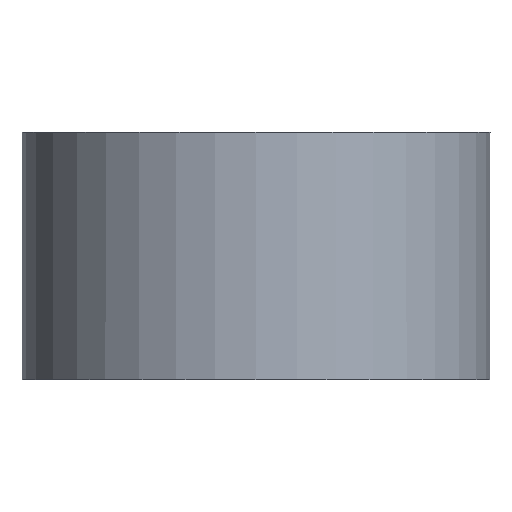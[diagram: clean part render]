
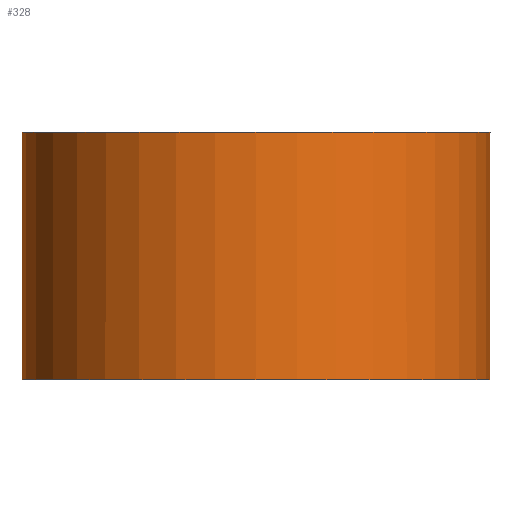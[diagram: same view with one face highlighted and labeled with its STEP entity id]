
A CAD part, left-side view. The second image highlights one B-rep face of the part: STEP entity #328.
In plain terms, the highlighted cylindrical face has radius 3.4 mm (diameter 6.8 mm), a full revolution.
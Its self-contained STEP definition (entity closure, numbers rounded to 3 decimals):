
#51=FACE_OUTER_BOUND('',#84,.T.);
#84=EDGE_LOOP('',(#282,#283,#284,#285,#286,#287,#288,#289));
#103=LINE('',#573,#121);
#104=LINE('',#574,#122);
#105=LINE('',#575,#123);
#121=VECTOR('',#480,3.4);
#122=VECTOR('',#481,10.);
#123=VECTOR('',#482,10.);
#141=CIRCLE('',#371,3.4);
#142=CIRCLE('',#373,3.4);
#146=CIRCLE('',#378,3.4);
#147=CIRCLE('',#379,3.4);
#165=VERTEX_POINT('',#540);
#166=VERTEX_POINT('',#543);
#167=VERTEX_POINT('',#544);
#171=VERTEX_POINT('',#554);
#174=VERTEX_POINT('',#559);
#175=VERTEX_POINT('',#561);
#200=EDGE_CURVE('',#165,#165,#141,.T.);
#201=EDGE_CURVE('',#166,#167,#142,.T.);
#209=EDGE_CURVE('',#175,#174,#146,.T.);
#210=EDGE_CURVE('',#171,#175,#147,.T.);
#215=EDGE_CURVE('',#165,#175,#103,.T.);
#216=EDGE_CURVE('',#174,#167,#104,.T.);
#217=EDGE_CURVE('',#171,#166,#105,.T.);
#282=ORIENTED_EDGE('',*,*,#200,.F.);
#283=ORIENTED_EDGE('',*,*,#215,.T.);
#284=ORIENTED_EDGE('',*,*,#209,.T.);
#285=ORIENTED_EDGE('',*,*,#216,.T.);
#286=ORIENTED_EDGE('',*,*,#201,.F.);
#287=ORIENTED_EDGE('',*,*,#217,.F.);
#288=ORIENTED_EDGE('',*,*,#210,.T.);
#289=ORIENTED_EDGE('',*,*,#215,.F.);
#313=CYLINDRICAL_SURFACE('',#384,3.4);
#328=ADVANCED_FACE('',(#51),#313,.T.);
#371=AXIS2_PLACEMENT_3D('',#541,#446,#447);
#373=AXIS2_PLACEMENT_3D('',#545,#450,#451);
#378=AXIS2_PLACEMENT_3D('',#562,#464,#465);
#379=AXIS2_PLACEMENT_3D('',#563,#466,#467);
#384=AXIS2_PLACEMENT_3D('',#572,#478,#479);
#446=DIRECTION('center_axis',(0.,0.,1.));
#447=DIRECTION('ref_axis',(1.,0.,0.));
#450=DIRECTION('center_axis',(0.,0.,-1.));
#451=DIRECTION('ref_axis',(1.,0.,0.));
#464=DIRECTION('center_axis',(0.,0.,1.));
#465=DIRECTION('ref_axis',(1.,0.,0.));
#466=DIRECTION('center_axis',(0.,0.,1.));
#467=DIRECTION('ref_axis',(1.,0.,0.));
#478=DIRECTION('center_axis',(0.,0.,1.));
#479=DIRECTION('ref_axis',(1.,0.,0.));
#480=DIRECTION('',(0.,0.,-1.));
#481=DIRECTION('',(0.,0.,1.));
#482=DIRECTION('',(0.,0.,1.));
#540=CARTESIAN_POINT('',(-3.4,0.,3.6));
#541=CARTESIAN_POINT('Origin',(0.,0.,3.6));
#543=CARTESIAN_POINT('',(2.191,2.6,1.35));
#544=CARTESIAN_POINT('',(2.191,-2.6,1.35));
#545=CARTESIAN_POINT('Origin',(0.,0.,1.35));
#554=CARTESIAN_POINT('',(2.191,2.6,0.));
#559=CARTESIAN_POINT('',(2.191,-2.6,0.));
#561=CARTESIAN_POINT('',(-3.4,0.,0.));
#562=CARTESIAN_POINT('Origin',(0.,0.,0.));
#563=CARTESIAN_POINT('Origin',(0.,0.,0.));
#572=CARTESIAN_POINT('Origin',(0.,0.,0.));
#573=CARTESIAN_POINT('',(-3.4,0.,0.));
#574=CARTESIAN_POINT('',(2.191,-2.6,0.));
#575=CARTESIAN_POINT('',(2.191,2.6,0.));
